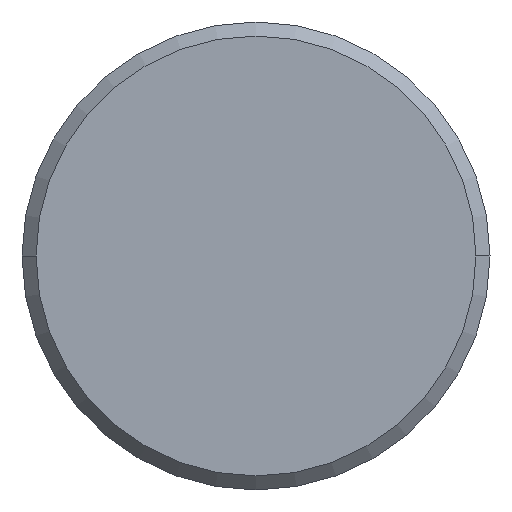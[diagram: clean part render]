
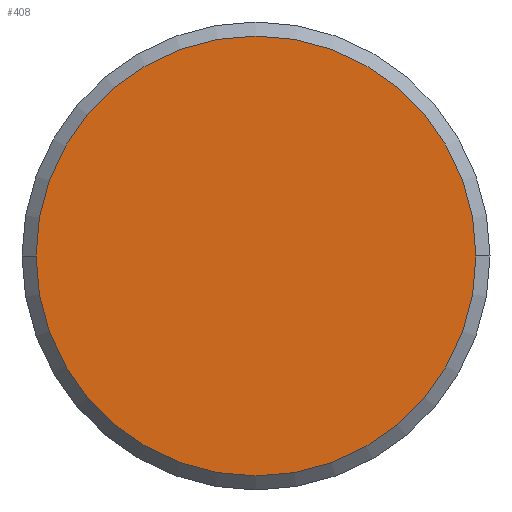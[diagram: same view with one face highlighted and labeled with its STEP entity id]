
A CAD part, left-side view. The second image highlights one B-rep face of the part: STEP entity #408.
In plain terms, the highlighted planar face has unit normal (-1, 0, 0).
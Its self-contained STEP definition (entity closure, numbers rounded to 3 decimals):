
#8 = DIRECTION ( 'NONE',  ( 0., -1., 0. ) ) ;
#20 = CARTESIAN_POINT ( 'NONE',  ( -43., 4.7, 0. ) ) ;
#47 = DIRECTION ( 'NONE',  ( 0., 1., 0. ) ) ;
#53 = CARTESIAN_POINT ( 'NONE',  ( -43., -4.7, 0. ) ) ;
#81 = CARTESIAN_POINT ( 'NONE',  ( -43., 0., 0. ) ) ;
#91 = DIRECTION ( 'NONE',  ( 1., 0., 0. ) ) ;
#105 = CARTESIAN_POINT ( 'NONE',  ( -43., 0., 0. ) ) ;
#111 = VERTEX_POINT ( 'NONE', #53 ) ;
#150 = ORIENTED_EDGE ( 'NONE', *, *, #399, .F. ) ;
#196 = DIRECTION ( 'NONE',  ( -1., 0., 0. ) ) ;
#237 = FACE_OUTER_BOUND ( 'NONE', #352, .T. ) ;
#249 = AXIS2_PLACEMENT_3D ( 'NONE', #105, #335, #47 ) ;
#261 = EDGE_CURVE ( 'NONE', #341, #111, #392, .T. ) ;
#276 = CARTESIAN_POINT ( 'NONE',  ( -43., 0., 0. ) ) ;
#296 = PLANE ( 'NONE',  #317 ) ;
#315 = DIRECTION ( 'NONE',  ( 0., 1., 0. ) ) ;
#317 = AXIS2_PLACEMENT_3D ( 'NONE', #81, #196, #8 ) ;
#335 = DIRECTION ( 'NONE',  ( 1., 0., 0. ) ) ;
#341 = VERTEX_POINT ( 'NONE', #20 ) ;
#352 = EDGE_LOOP ( 'NONE', ( #403, #150 ) ) ;
#361 = AXIS2_PLACEMENT_3D ( 'NONE', #276, #91, #315 ) ;
#392 = CIRCLE ( 'NONE', #361, 4.7 ) ;
#399 = EDGE_CURVE ( 'NONE', #111, #341, #407, .T. ) ;
#403 = ORIENTED_EDGE ( 'NONE', *, *, #261, .F. ) ;
#407 = CIRCLE ( 'NONE', #249, 4.7 ) ;
#408 = ADVANCED_FACE ( 'NONE', ( #237 ), #296, .T. ) ;
